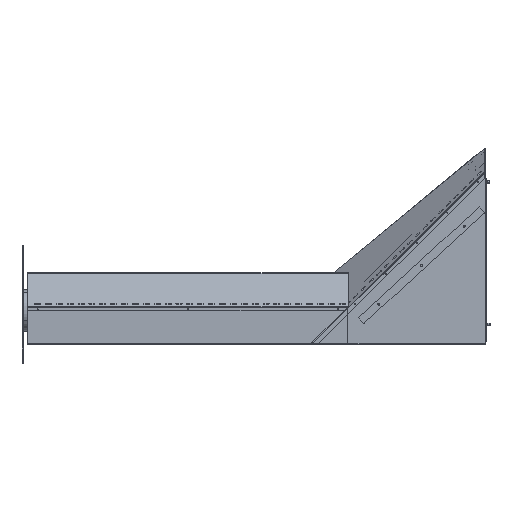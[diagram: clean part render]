
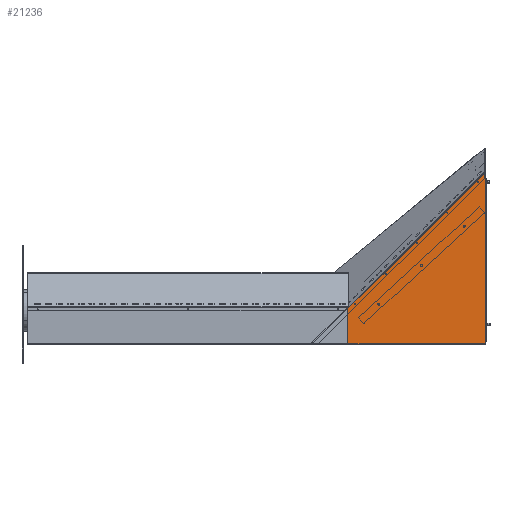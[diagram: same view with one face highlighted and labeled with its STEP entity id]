
A CAD part, left-side view. The second image highlights one B-rep face of the part: STEP entity #21236.
In plain terms, the highlighted face is planar.
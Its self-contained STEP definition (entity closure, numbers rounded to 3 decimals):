
#220 = VERTEX_POINT ( 'NONE', #48380 ) ;
#293 = ORIENTED_EDGE ( 'NONE', *, *, #33811, .T. ) ;
#1579 = DIRECTION ( 'NONE',  ( 0., 0., 1. ) ) ;
#3096 = LINE ( 'NONE', #39690, #48087 ) ;
#3689 = CARTESIAN_POINT ( 'NONE',  ( -352.681, 493.743, 0. ) ) ;
#3799 = DIRECTION ( 'NONE',  ( 0., 0., 1. ) ) ;
#4526 = VERTEX_POINT ( 'NONE', #21469 ) ;
#4921 = CIRCLE ( 'NONE', #45111, 2.5 ) ;
#6231 = ORIENTED_EDGE ( 'NONE', *, *, #55413, .T. ) ;
#6387 = VECTOR ( 'NONE', #31071, 1000. ) ;
#6689 = CIRCLE ( 'NONE', #54133, 2.5 ) ;
#6692 = ORIENTED_EDGE ( 'NONE', *, *, #43663, .T. ) ;
#7328 = CIRCLE ( 'NONE', #47124, 2.5 ) ;
#7878 = EDGE_LOOP ( 'NONE', ( #31164, #30379 ) ) ;
#8473 = ORIENTED_EDGE ( 'NONE', *, *, #39830, .F. ) ;
#8596 = EDGE_LOOP ( 'NONE', ( #38781, #26638 ) ) ;
#8652 = DIRECTION ( 'NONE',  ( 0., 0., 1. ) ) ;
#9151 = EDGE_LOOP ( 'NONE', ( #23540, #8473, #42166, #28177 ) ) ;
#10059 = CARTESIAN_POINT ( 'NONE',  ( -3., 0., 0. ) ) ;
#10681 = FACE_BOUND ( 'NONE', #16482, .T. ) ;
#10728 = VERTEX_POINT ( 'NONE', #16116 ) ;
#10821 = VECTOR ( 'NONE', #15802, 1000. ) ;
#11837 = VERTEX_POINT ( 'NONE', #46876 ) ;
#11856 = CARTESIAN_POINT ( 'NONE',  ( -501.503, 341., 0. ) ) ;
#11861 = CARTESIAN_POINT ( 'NONE',  ( -3., 682., 0. ) ) ;
#13100 = EDGE_CURVE ( 'NONE', #220, #45169, #25533, .T. ) ;
#13180 = EDGE_CURVE ( 'NONE', #45169, #220, #54878, .T. ) ;
#14142 = AXIS2_PLACEMENT_3D ( 'NONE', #40920, #14764, #45260 ) ;
#14764 = DIRECTION ( 'NONE',  ( 0., 0., 1. ) ) ;
#15309 = CARTESIAN_POINT ( 'NONE',  ( -198.865, 646.48, 0. ) ) ;
#15802 = DIRECTION ( 'NONE',  ( 1., 0., 0. ) ) ;
#16094 = VERTEX_POINT ( 'NONE', #10059 ) ;
#16116 = CARTESIAN_POINT ( 'NONE',  ( -504.003, 341., 0. ) ) ;
#16211 = DIRECTION ( 'NONE',  ( 0., 1., 0. ) ) ;
#16417 = EDGE_CURVE ( 'NONE', #10728, #31968, #7328, .T. ) ;
#16482 = EDGE_LOOP ( 'NONE', ( #34946, #49712 ) ) ;
#16516 = CARTESIAN_POINT ( 'NONE',  ( -350.181, 493.743, 0. ) ) ;
#16665 = CARTESIAN_POINT ( 'NONE',  ( -804.141, 35.52, 0. ) ) ;
#17052 = DIRECTION ( 'NONE',  ( 0., 0., 1. ) ) ;
#17252 = CARTESIAN_POINT ( 'NONE',  ( -804.141, 35.52, 0. ) ) ;
#17413 = VERTEX_POINT ( 'NONE', #43007 ) ;
#17946 = LINE ( 'NONE', #35273, #6387 ) ;
#18822 = EDGE_CURVE ( 'NONE', #17413, #28987, #17946, .T. ) ;
#19701 = DIRECTION ( 'NONE',  ( 0., 1., 0. ) ) ;
#20869 = FACE_BOUND ( 'NONE', #7878, .T. ) ;
#20894 = DIRECTION ( 'NONE',  ( 0., 1., 0. ) ) ;
#21041 = DIRECTION ( 'NONE',  ( 0., 1., 0. ) ) ;
#21173 = PLANE ( 'NONE',  #35619 ) ;
#21236 = ADVANCED_FACE ( 'NONE', ( #22233, #10681, #33913, #55690, #32533, #20869 ), #21173, .F. ) ;
#21469 = CARTESIAN_POINT ( 'NONE',  ( -655.326, 188.257, 0. ) ) ;
#21623 = DIRECTION ( 'NONE',  ( 0., 1., 0. ) ) ;
#22233 = FACE_OUTER_BOUND ( 'NONE', #9151, .T. ) ;
#22284 = AXIS2_PLACEMENT_3D ( 'NONE', #34788, #8652, #39162 ) ;
#22376 = LINE ( 'NONE', #50516, #10821 ) ;
#22409 = EDGE_CURVE ( 'NONE', #54192, #47231, #40582, .T. ) ;
#23154 = CARTESIAN_POINT ( 'NONE',  ( -650.326, 188.257, 0. ) ) ;
#23540 = ORIENTED_EDGE ( 'NONE', *, *, #26721, .F. ) ;
#23734 = DIRECTION ( 'NONE',  ( 0., 1., 0. ) ) ;
#24373 = LINE ( 'NONE', #49868, #46257 ) ;
#25354 = AXIS2_PLACEMENT_3D ( 'NONE', #16665, #47196, #21041 ) ;
#25533 = CIRCLE ( 'NONE', #14142, 2.5 ) ;
#25567 = CARTESIAN_POINT ( 'NONE',  ( -852., 0., 0. ) ) ;
#26284 = CARTESIAN_POINT ( 'NONE',  ( -347.681, 493.743, 0. ) ) ;
#26638 = ORIENTED_EDGE ( 'NONE', *, *, #48996, .T. ) ;
#26721 = EDGE_CURVE ( 'NONE', #16094, #28987, #24373, .T. ) ;
#27691 = CARTESIAN_POINT ( 'NONE',  ( -501.503, 341., 0. ) ) ;
#27875 = EDGE_CURVE ( 'NONE', #17413, #11837, #3096, .T. ) ;
#28177 = ORIENTED_EDGE ( 'NONE', *, *, #18822, .T. ) ;
#28987 = VERTEX_POINT ( 'NONE', #11861 ) ;
#29925 = CARTESIAN_POINT ( 'NONE',  ( -652.826, 188.257, 0. ) ) ;
#30307 = AXIS2_PLACEMENT_3D ( 'NONE', #43199, #17052, #47579 ) ;
#30379 = ORIENTED_EDGE ( 'NONE', *, *, #32599, .T. ) ;
#31071 = DIRECTION ( 'NONE',  ( 1., 0., 0. ) ) ;
#31164 = ORIENTED_EDGE ( 'NONE', *, *, #36987, .T. ) ;
#31968 = VERTEX_POINT ( 'NONE', #47409 ) ;
#32097 = DIRECTION ( 'NONE',  ( 0., 1., 0. ) ) ;
#32324 = CARTESIAN_POINT ( 'NONE',  ( -201.365, 646.48, 0. ) ) ;
#32533 = FACE_BOUND ( 'NONE', #54541, .T. ) ;
#32599 = EDGE_CURVE ( 'NONE', #33981, #4526, #47625, .T. ) ;
#33811 = EDGE_CURVE ( 'NONE', #47231, #54192, #6689, .T. ) ;
#33913 = FACE_BOUND ( 'NONE', #8596, .T. ) ;
#33981 = VERTEX_POINT ( 'NONE', #23154 ) ;
#34330 = DIRECTION ( 'NONE',  ( 0., 1., 0. ) ) ;
#34788 = CARTESIAN_POINT ( 'NONE',  ( -652.826, 188.257, 0. ) ) ;
#34946 = ORIENTED_EDGE ( 'NONE', *, *, #13180, .T. ) ;
#35273 = CARTESIAN_POINT ( 'NONE',  ( -852., 682., 0. ) ) ;
#35302 = ORIENTED_EDGE ( 'NONE', *, *, #22409, .T. ) ;
#35619 = AXIS2_PLACEMENT_3D ( 'NONE', #25567, #55901, #56079 ) ;
#36987 = EDGE_CURVE ( 'NONE', #4526, #33981, #4921, .T. ) ;
#38781 = ORIENTED_EDGE ( 'NONE', *, *, #16417, .T. ) ;
#39162 = DIRECTION ( 'NONE',  ( 0., 1., 0. ) ) ;
#39690 = CARTESIAN_POINT ( 'NONE',  ( 0., 860., 0. ) ) ;
#39830 = EDGE_CURVE ( 'NONE', #11837, #16094, #22376, .T. ) ;
#40582 = CIRCLE ( 'NONE', #25354, 2.5 ) ;
#40920 = CARTESIAN_POINT ( 'NONE',  ( -198.865, 646.48, 0. ) ) ;
#41496 = VERTEX_POINT ( 'NONE', #26284 ) ;
#42166 = ORIENTED_EDGE ( 'NONE', *, *, #27875, .F. ) ;
#42368 = DIRECTION ( 'NONE',  ( 0., 0., 1. ) ) ;
#43007 = CARTESIAN_POINT ( 'NONE',  ( -176.344, 682., 0. ) ) ;
#43199 = CARTESIAN_POINT ( 'NONE',  ( -350.181, 493.743, 0. ) ) ;
#43374 = AXIS2_PLACEMENT_3D ( 'NONE', #15309, #45820, #19701 ) ;
#43663 = EDGE_CURVE ( 'NONE', #51438, #41496, #52534, .T. ) ;
#44054 = DIRECTION ( 'NONE',  ( -0.704, -0.71, 0. ) ) ;
#44092 = CARTESIAN_POINT ( 'NONE',  ( -806.641, 35.52, 0. ) ) ;
#44586 = CIRCLE ( 'NONE', #47254, 2.5 ) ;
#45111 = AXIS2_PLACEMENT_3D ( 'NONE', #29925, #3799, #34330 ) ;
#45169 = VERTEX_POINT ( 'NONE', #32324 ) ;
#45260 = DIRECTION ( 'NONE',  ( 0., 1., 0. ) ) ;
#45820 = DIRECTION ( 'NONE',  ( 0., 0., 1. ) ) ;
#46257 = VECTOR ( 'NONE', #23734, 1000. ) ;
#46658 = CARTESIAN_POINT ( 'NONE',  ( -801.641, 35.52, 0. ) ) ;
#46876 = CARTESIAN_POINT ( 'NONE',  ( -852., 0., 0. ) ) ;
#47063 = DIRECTION ( 'NONE',  ( 0., 0., 1. ) ) ;
#47124 = AXIS2_PLACEMENT_3D ( 'NONE', #11856, #42368, #16211 ) ;
#47196 = DIRECTION ( 'NONE',  ( 0., 0., 1. ) ) ;
#47231 = VERTEX_POINT ( 'NONE', #44092 ) ;
#47254 = AXIS2_PLACEMENT_3D ( 'NONE', #27691, #1579, #32097 ) ;
#47409 = CARTESIAN_POINT ( 'NONE',  ( -499.003, 341., 0. ) ) ;
#47537 = CIRCLE ( 'NONE', #30307, 2.5 ) ;
#47579 = DIRECTION ( 'NONE',  ( 0., 1., 0. ) ) ;
#47625 = CIRCLE ( 'NONE', #22284, 2.5 ) ;
#47784 = DIRECTION ( 'NONE',  ( 0., 0., 1. ) ) ;
#48087 = VECTOR ( 'NONE', #44054, 1000. ) ;
#48380 = CARTESIAN_POINT ( 'NONE',  ( -196.365, 646.48, 0. ) ) ;
#48996 = EDGE_CURVE ( 'NONE', #31968, #10728, #44586, .T. ) ;
#49712 = ORIENTED_EDGE ( 'NONE', *, *, #13100, .T. ) ;
#49868 = CARTESIAN_POINT ( 'NONE',  ( -3., 0., 0. ) ) ;
#50516 = CARTESIAN_POINT ( 'NONE',  ( -852., 0., 0. ) ) ;
#51438 = VERTEX_POINT ( 'NONE', #3689 ) ;
#52534 = CIRCLE ( 'NONE', #53251, 2.5 ) ;
#53251 = AXIS2_PLACEMENT_3D ( 'NONE', #16516, #47063, #20894 ) ;
#54133 = AXIS2_PLACEMENT_3D ( 'NONE', #17252, #47784, #21623 ) ;
#54192 = VERTEX_POINT ( 'NONE', #46658 ) ;
#54541 = EDGE_LOOP ( 'NONE', ( #6692, #6231 ) ) ;
#54878 = CIRCLE ( 'NONE', #43374, 2.5 ) ;
#55413 = EDGE_CURVE ( 'NONE', #41496, #51438, #47537, .T. ) ;
#55690 = FACE_BOUND ( 'NONE', #56505, .T. ) ;
#55901 = DIRECTION ( 'NONE',  ( 0., 0., 1. ) ) ;
#56079 = DIRECTION ( 'NONE',  ( 1., 0., 0. ) ) ;
#56505 = EDGE_LOOP ( 'NONE', ( #293, #35302 ) ) ;
